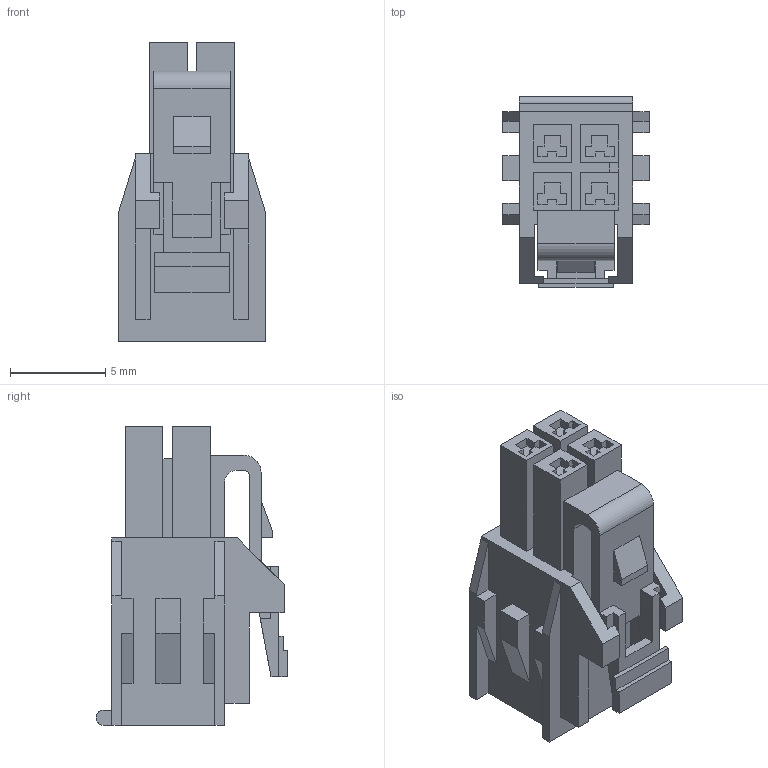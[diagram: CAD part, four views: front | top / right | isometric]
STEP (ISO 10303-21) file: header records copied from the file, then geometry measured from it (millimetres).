
FILE_DESCRIPTION(/* description */ (''),/* implementation_level */ '2;1');
FILE_NAME(/* name */ '1053081204wbm000_02_214.stp',/* time_stamp */ '2023-01-25T18:29:09+08:00',/* author */ (''),/* organization */ (''),/* preprocessor_version */ 'ST-DEVELOPER v16.7',/* originating_system */ 'SIEMENS PLM Software NX 1919',/* authorisation */ '');
FILE_SCHEMA (('AUTOMOTIVE_DESIGN { 1 0 10303 214 3 1 1 1 }'));
Length unit declared in the file: millimetre
Products named in the file (1): 1053081204wbm000_02
Bounding box: 7.7 x 10.04 x 15.7 mm (x, y, z)
Volume: 534.6 mm3; surface area: 834.4 mm2
Topology: 1 solids, 1 shells, 215 faces, 603 edges, 401 vertices
Faces by surface type: plane 210, cylinder 5
Entity records: 6811 total; most frequent: CARTESIAN_POINT 1220, ORIENTED_EDGE 1206, DIRECTION 1045, EDGE_CURVE 603, LINE 593, VECTOR 593, VERTEX_POINT 401, EDGE_LOOP 228
